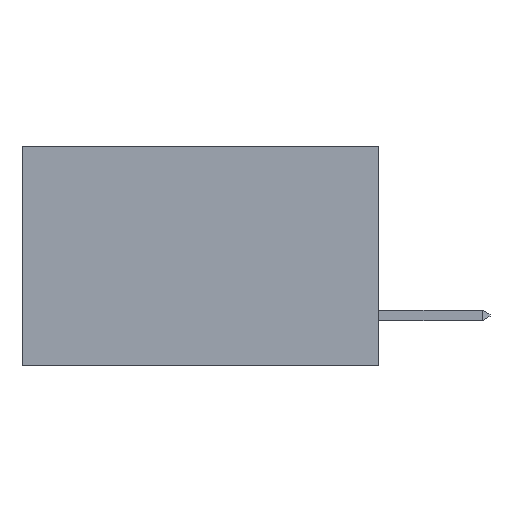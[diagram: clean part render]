
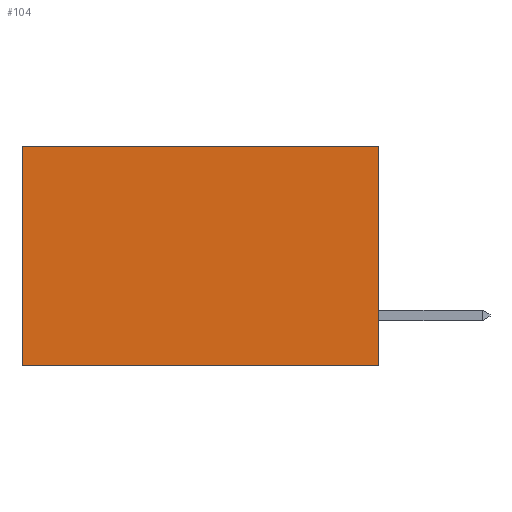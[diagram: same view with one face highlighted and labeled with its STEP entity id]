
A CAD part, left-side view. The second image highlights one B-rep face of the part: STEP entity #104.
In plain terms, the highlighted planar face has unit normal (-1, 0, 0).
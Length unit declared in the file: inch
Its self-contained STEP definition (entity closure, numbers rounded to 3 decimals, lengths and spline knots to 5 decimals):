
#60 = ORIENTED_EDGE ( 'NONE', *, *, #5276, .T. ) ;
#104 = ADVANCED_FACE ( 'NONE', ( #6052 ), #4891, .F. ) ;
#180 = LINE ( 'NONE', #1490, #5321 ) ;
#223 = VECTOR ( 'NONE', #2464, 39.37008 ) ;
#491 = CARTESIAN_POINT ( 'NONE',  ( 0.298, 0., 0. ) ) ;
#516 = CARTESIAN_POINT ( 'NONE',  ( 0.298, 0., -0.37 ) ) ;
#810 = EDGE_CURVE ( 'NONE', #2120, #5048, #2443, .T. ) ;
#1224 = DIRECTION ( 'NONE',  ( 1., 0., 0. ) ) ;
#1490 = CARTESIAN_POINT ( 'NONE',  ( 0.298, 0.6, 0. ) ) ;
#1508 = CARTESIAN_POINT ( 'NONE',  ( 0.298, 0., 0. ) ) ;
#1684 = ORIENTED_EDGE ( 'NONE', *, *, #6583, .T. ) ;
#1858 = VECTOR ( 'NONE', #5256, 39.37008 ) ;
#2103 = LINE ( 'NONE', #3892, #223 ) ;
#2120 = VERTEX_POINT ( 'NONE', #1508 ) ;
#2205 = ORIENTED_EDGE ( 'NONE', *, *, #810, .F. ) ;
#2443 = LINE ( 'NONE', #3143, #5926 ) ;
#2464 = DIRECTION ( 'NONE',  ( 0., 1., 0. ) ) ;
#2606 = AXIS2_PLACEMENT_3D ( 'NONE', #8315, #1224, #2899 ) ;
#2899 = DIRECTION ( 'NONE',  ( 0., 0., -1. ) ) ;
#3143 = CARTESIAN_POINT ( 'NONE',  ( 0.298, 0., 0. ) ) ;
#3183 = EDGE_LOOP ( 'NONE', ( #1684, #4634, #2205, #60 ) ) ;
#3754 = VERTEX_POINT ( 'NONE', #4595 ) ;
#3768 = EDGE_CURVE ( 'NONE', #5048, #6168, #2103, .T. ) ;
#3892 = CARTESIAN_POINT ( 'NONE',  ( 0.298, 0., -0.37 ) ) ;
#4595 = CARTESIAN_POINT ( 'NONE',  ( 0.298, 0.6, 0. ) ) ;
#4620 = DIRECTION ( 'NONE',  ( 0., 0., -1. ) ) ;
#4634 = ORIENTED_EDGE ( 'NONE', *, *, #3768, .F. ) ;
#4891 = PLANE ( 'NONE',  #2606 ) ;
#4982 = DIRECTION ( 'NONE',  ( 0., 0., -1. ) ) ;
#5048 = VERTEX_POINT ( 'NONE', #516 ) ;
#5256 = DIRECTION ( 'NONE',  ( 0., 1., 0. ) ) ;
#5276 = EDGE_CURVE ( 'NONE', #2120, #3754, #7193, .T. ) ;
#5321 = VECTOR ( 'NONE', #4982, 39.37008 ) ;
#5926 = VECTOR ( 'NONE', #4620, 39.37008 ) ;
#6052 = FACE_OUTER_BOUND ( 'NONE', #3183, .T. ) ;
#6168 = VERTEX_POINT ( 'NONE', #6630 ) ;
#6583 = EDGE_CURVE ( 'NONE', #3754, #6168, #180, .T. ) ;
#6630 = CARTESIAN_POINT ( 'NONE',  ( 0.298, 0.6, -0.37 ) ) ;
#7193 = LINE ( 'NONE', #491, #1858 ) ;
#8315 = CARTESIAN_POINT ( 'NONE',  ( 0.298, 0., 0. ) ) ;
